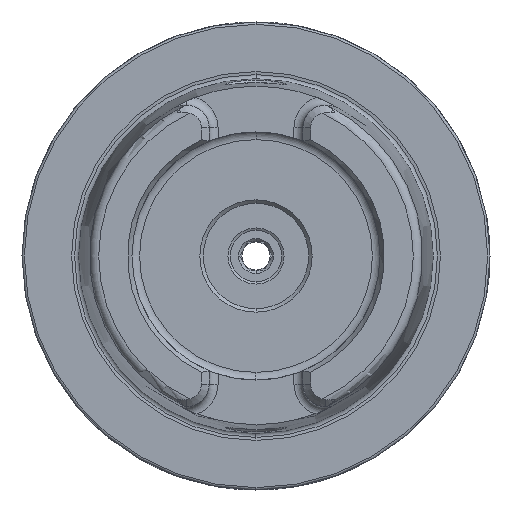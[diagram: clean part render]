
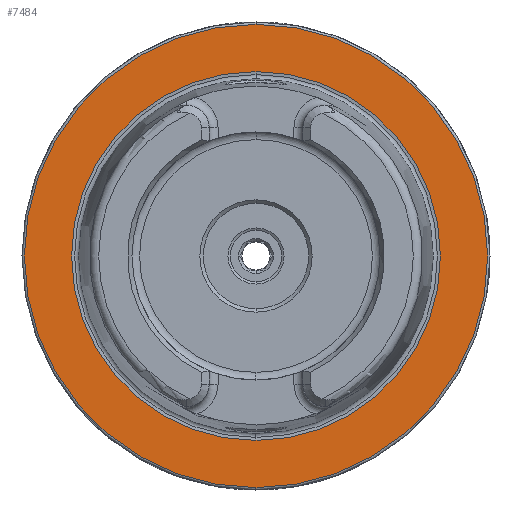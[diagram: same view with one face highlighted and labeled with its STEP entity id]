
A CAD part, left-side view. The second image highlights one B-rep face of the part: STEP entity #7484.
In plain terms, the highlighted planar face has unit normal (-1, 0, 0).
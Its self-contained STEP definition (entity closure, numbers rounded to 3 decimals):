
#246 = CARTESIAN_POINT ( 'NONE',  ( 0., 0., -39.405 ) ) ;
#502 = EDGE_LOOP ( 'NONE', ( #3978, #3003 ) ) ;
#842 = AXIS2_PLACEMENT_3D ( 'NONE', #1302, #10860, #10008 ) ;
#1227 = EDGE_LOOP ( 'NONE', ( #2690, #6812 ) ) ;
#1302 = CARTESIAN_POINT ( 'NONE',  ( 0., 0., 0. ) ) ;
#1474 = AXIS2_PLACEMENT_3D ( 'NONE', #9660, #4894, #8732 ) ;
#1503 = VERTEX_POINT ( 'NONE', #6916 ) ;
#1936 = EDGE_CURVE ( 'NONE', #1503, #11976, #9121, .T. ) ;
#2132 = FACE_BOUND ( 'NONE', #502, .T. ) ;
#2690 = ORIENTED_EDGE ( 'NONE', *, *, #11118, .T. ) ;
#3003 = ORIENTED_EDGE ( 'NONE', *, *, #11460, .F. ) ;
#3042 = AXIS2_PLACEMENT_3D ( 'NONE', #3873, #7735, #3917 ) ;
#3711 = EDGE_CURVE ( 'NONE', #10285, #6838, #7865, .T. ) ;
#3748 = CARTESIAN_POINT ( 'NONE',  ( 0., 0., 0. ) ) ;
#3873 = CARTESIAN_POINT ( 'NONE',  ( 0., 49.5, 0. ) ) ;
#3917 = DIRECTION ( 'NONE',  ( 0., 0., -1. ) ) ;
#3978 = ORIENTED_EDGE ( 'NONE', *, *, #1936, .F. ) ;
#4191 = CARTESIAN_POINT ( 'NONE',  ( 0., 0., -49.5 ) ) ;
#4894 = DIRECTION ( 'NONE',  ( -1., 0., 0. ) ) ;
#5551 = DIRECTION ( 'NONE',  ( 0., 0., 1. ) ) ;
#5895 = AXIS2_PLACEMENT_3D ( 'NONE', #11506, #7445, #10299 ) ;
#6509 = DIRECTION ( 'NONE',  ( -1., 0., 0. ) ) ;
#6512 = CIRCLE ( 'NONE', #5895, 49.5 ) ;
#6812 = ORIENTED_EDGE ( 'NONE', *, *, #3711, .T. ) ;
#6838 = VERTEX_POINT ( 'NONE', #8966 ) ;
#6863 = FACE_OUTER_BOUND ( 'NONE', #1227, .T. ) ;
#6916 = CARTESIAN_POINT ( 'NONE',  ( 0., 0., 39.405 ) ) ;
#7445 = DIRECTION ( 'NONE',  ( -1., 0., 0. ) ) ;
#7484 = ADVANCED_FACE ( 'NONE', ( #2132, #6863 ), #9589, .F. ) ;
#7735 = DIRECTION ( 'NONE',  ( 1., 0., 0. ) ) ;
#7865 = CIRCLE ( 'NONE', #842, 49.5 ) ;
#8732 = DIRECTION ( 'NONE',  ( 0., 0., 1. ) ) ;
#8737 = CIRCLE ( 'NONE', #1474, 39.405 ) ;
#8938 = AXIS2_PLACEMENT_3D ( 'NONE', #3748, #6509, #5551 ) ;
#8966 = CARTESIAN_POINT ( 'NONE',  ( 0., 0., 49.5 ) ) ;
#9121 = CIRCLE ( 'NONE', #8938, 39.405 ) ;
#9589 = PLANE ( 'NONE',  #3042 ) ;
#9660 = CARTESIAN_POINT ( 'NONE',  ( 0., 0., 0. ) ) ;
#10008 = DIRECTION ( 'NONE',  ( 0., 0., 1. ) ) ;
#10285 = VERTEX_POINT ( 'NONE', #4191 ) ;
#10299 = DIRECTION ( 'NONE',  ( 0., 0., 1. ) ) ;
#10860 = DIRECTION ( 'NONE',  ( -1., 0., 0. ) ) ;
#11118 = EDGE_CURVE ( 'NONE', #6838, #10285, #6512, .T. ) ;
#11460 = EDGE_CURVE ( 'NONE', #11976, #1503, #8737, .T. ) ;
#11506 = CARTESIAN_POINT ( 'NONE',  ( 0., 0., 0. ) ) ;
#11976 = VERTEX_POINT ( 'NONE', #246 ) ;
